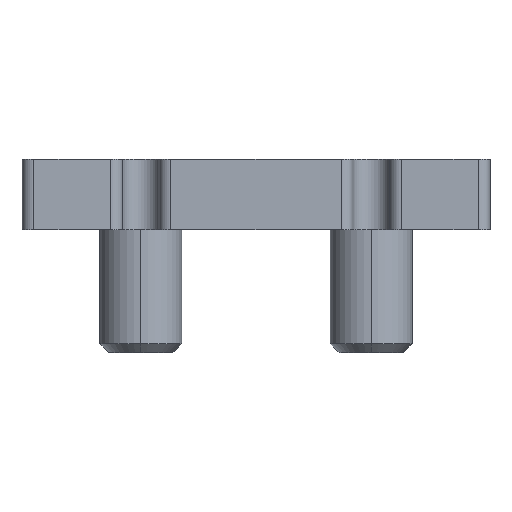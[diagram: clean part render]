
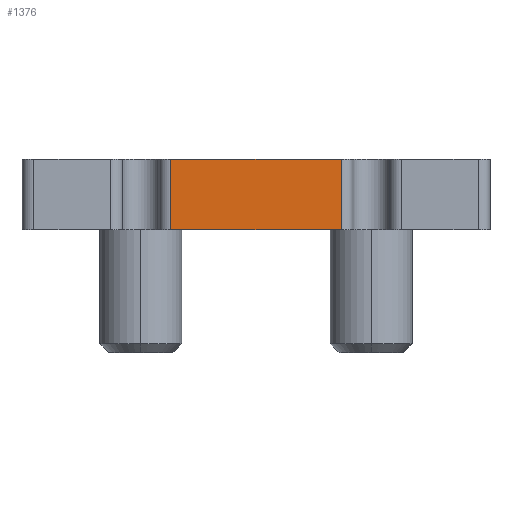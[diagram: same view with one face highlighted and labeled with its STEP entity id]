
A CAD part, front view. The second image highlights one B-rep face of the part: STEP entity #1376.
In plain terms, the highlighted planar face has unit normal (0, -1, 0).
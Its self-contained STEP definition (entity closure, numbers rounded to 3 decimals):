
#40 = VERTEX_POINT ( 'NONE', #1031 ) ;
#43 = EDGE_LOOP ( 'NONE', ( #1264, #3130, #223, #1759 ) ) ;
#68 = VECTOR ( 'NONE', #4176, 1000. ) ;
#215 = VECTOR ( 'NONE', #3930, 1000. ) ;
#223 = ORIENTED_EDGE ( 'NONE', *, *, #1070, .F. ) ;
#269 = AXIS2_PLACEMENT_3D ( 'NONE', #3212, #1536, #2591 ) ;
#703 = VECTOR ( 'NONE', #3028, 1000. ) ;
#1031 = CARTESIAN_POINT ( 'NONE',  ( 54.55, 0., 12. ) ) ;
#1070 = EDGE_CURVE ( 'NONE', #1081, #40, #1789, .T. ) ;
#1081 = VERTEX_POINT ( 'NONE', #2738 ) ;
#1264 = ORIENTED_EDGE ( 'NONE', *, *, #3337, .T. ) ;
#1376 = ADVANCED_FACE ( 'NONE', ( #1447 ), #3863, .F. ) ;
#1447 = FACE_OUTER_BOUND ( 'NONE', #43, .T. ) ;
#1536 = DIRECTION ( 'NONE',  ( 0., 1., 0. ) ) ;
#1710 = CARTESIAN_POINT ( 'NONE',  ( 25.45, 0., 12. ) ) ;
#1759 = ORIENTED_EDGE ( 'NONE', *, *, #3207, .T. ) ;
#1789 = LINE ( 'NONE', #3979, #703 ) ;
#2104 = DIRECTION ( 'NONE',  ( 0., 0., -1. ) ) ;
#2176 = VERTEX_POINT ( 'NONE', #3146 ) ;
#2531 = LINE ( 'NONE', #3144, #68 ) ;
#2591 = DIRECTION ( 'NONE',  ( -1., 0., 0. ) ) ;
#2738 = CARTESIAN_POINT ( 'NONE',  ( 25.45, 0., 12. ) ) ;
#2751 = CARTESIAN_POINT ( 'NONE',  ( 25.45, 0., 0. ) ) ;
#2793 = VECTOR ( 'NONE', #2104, 1000. ) ;
#2887 = LINE ( 'NONE', #3271, #215 ) ;
#2946 = LINE ( 'NONE', #1710, #2793 ) ;
#3028 = DIRECTION ( 'NONE',  ( 1., 0., 0. ) ) ;
#3130 = ORIENTED_EDGE ( 'NONE', *, *, #3576, .T. ) ;
#3144 = CARTESIAN_POINT ( 'NONE',  ( 80., 0., 0. ) ) ;
#3146 = CARTESIAN_POINT ( 'NONE',  ( 54.55, 0., 0. ) ) ;
#3199 = VERTEX_POINT ( 'NONE', #2751 ) ;
#3207 = EDGE_CURVE ( 'NONE', #1081, #3199, #2946, .T. ) ;
#3212 = CARTESIAN_POINT ( 'NONE',  ( 80., 0., 12. ) ) ;
#3271 = CARTESIAN_POINT ( 'NONE',  ( 54.55, 0., 12. ) ) ;
#3337 = EDGE_CURVE ( 'NONE', #3199, #2176, #2531, .T. ) ;
#3576 = EDGE_CURVE ( 'NONE', #2176, #40, #2887, .T. ) ;
#3863 = PLANE ( 'NONE',  #269 ) ;
#3930 = DIRECTION ( 'NONE',  ( 0., 0., 1. ) ) ;
#3979 = CARTESIAN_POINT ( 'NONE',  ( 80., 0., 12. ) ) ;
#4176 = DIRECTION ( 'NONE',  ( 1., 0., 0. ) ) ;
